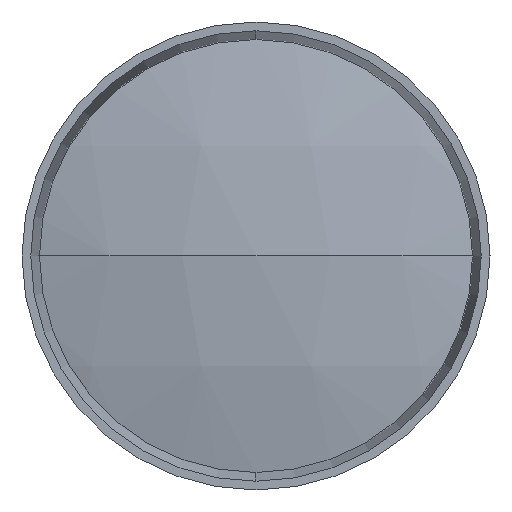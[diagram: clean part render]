
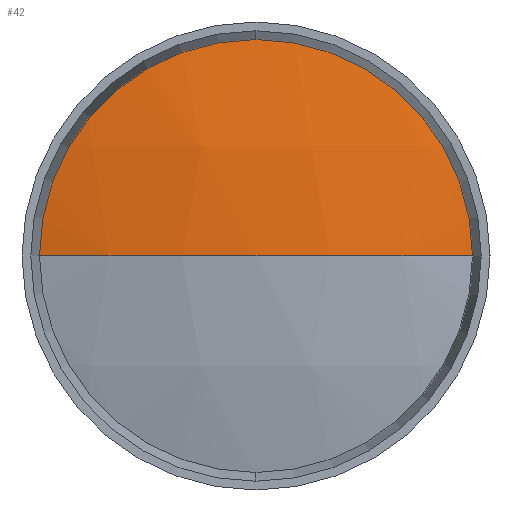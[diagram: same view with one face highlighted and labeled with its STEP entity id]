
A CAD part, left-side view. The second image highlights one B-rep face of the part: STEP entity #42.
In plain terms, the highlighted spherical face has radius 161 mm.
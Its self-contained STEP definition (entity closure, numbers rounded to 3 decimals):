
#42 = ADVANCED_FACE ( 'NONE', ( #1361 ), #1365, .T. ) ;
#213 = EDGE_CURVE ( 'NONE', #381, #379, #2379, .T. ) ;
#214 = EDGE_CURVE ( 'NONE', #361, #381, #2380, .T. ) ;
#215 = EDGE_CURVE ( 'NONE', #361, #379, #2382, .T. ) ;
#272 = EDGE_LOOP ( 'NONE', ( #323, #321, #324 ) ) ;
#321 = ORIENTED_EDGE ( 'NONE', *, *, #213, .T. ) ;
#323 = ORIENTED_EDGE ( 'NONE', *, *, #214, .T. ) ;
#324 = ORIENTED_EDGE ( 'NONE', *, *, #215, .F. ) ;
#361 = VERTEX_POINT ( 'NONE', #2631 ) ;
#379 = VERTEX_POINT ( 'NONE', #2649 ) ;
#381 = VERTEX_POINT ( 'NONE', #2651 ) ;
#1361 = FACE_OUTER_BOUND ( 'NONE', #272, .T. ) ;
#1365 = SPHERICAL_SURFACE ( 'NONE', #1459, 161. ) ;
#1459 = AXIS2_PLACEMENT_3D ( 'NONE', #1579, #1587, #1588 ) ;
#1579 = CARTESIAN_POINT ( 'NONE',  ( -53.964, 0., 0. ) ) ;
#1587 = DIRECTION ( 'NONE',  ( 0., 0., 1. ) ) ;
#1588 = DIRECTION ( 'NONE',  ( 0., -1., 0. ) ) ;
#2024 = AXIS2_PLACEMENT_3D ( 'NONE', #2552, #2553, #2554 ) ;
#2025 = AXIS2_PLACEMENT_3D ( 'NONE', #2555, #2556, #2557 ) ;
#2026 = AXIS2_PLACEMENT_3D ( 'NONE', #2558, #2559, #2560 ) ;
#2379 = CIRCLE ( 'NONE', #2024, 161. ) ;
#2380 = CIRCLE ( 'NONE', #2025, 37.5 ) ;
#2382 = CIRCLE ( 'NONE', #2026, 161. ) ;
#2552 = CARTESIAN_POINT ( 'NONE',  ( -53.964, 0., 0. ) ) ;
#2553 = DIRECTION ( 'NONE',  ( 0., 0., 1. ) ) ;
#2554 = DIRECTION ( 'NONE',  ( 0., -1., 0. ) ) ;
#2555 = CARTESIAN_POINT ( 'NONE',  ( -210.536, 0., 0. ) ) ;
#2556 = DIRECTION ( 'NONE',  ( -1., 0., 0. ) ) ;
#2557 = DIRECTION ( 'NONE',  ( 0., 0., -1. ) ) ;
#2558 = CARTESIAN_POINT ( 'NONE',  ( -53.964, 0., 0. ) ) ;
#2559 = DIRECTION ( 'NONE',  ( 0., 0., -1. ) ) ;
#2560 = DIRECTION ( 'NONE',  ( -1., 0., 0. ) ) ;
#2631 = CARTESIAN_POINT ( 'NONE',  ( -210.536, -37.5, 0. ) ) ;
#2649 = CARTESIAN_POINT ( 'NONE',  ( -214.964, 0., 0. ) ) ;
#2651 = CARTESIAN_POINT ( 'NONE',  ( -210.536, 37.5, 0. ) ) ;
